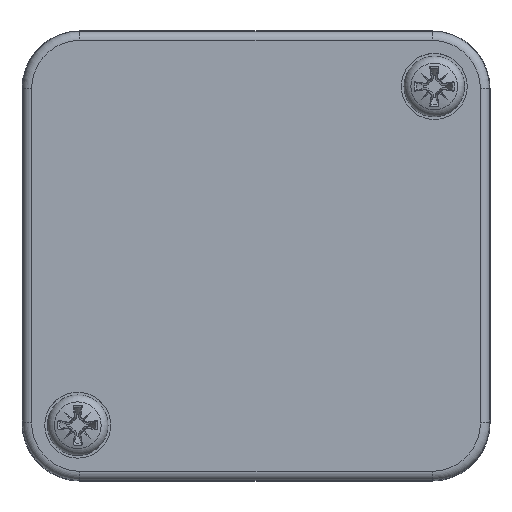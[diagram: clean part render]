
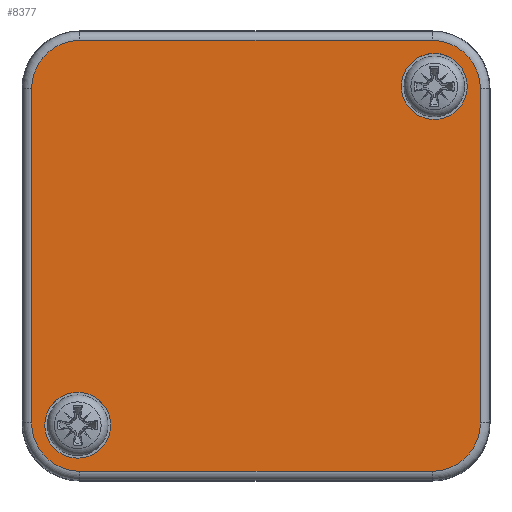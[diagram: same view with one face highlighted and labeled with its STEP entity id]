
A CAD part, top view. The second image highlights one B-rep face of the part: STEP entity #8377.
In plain terms, the highlighted face is planar.
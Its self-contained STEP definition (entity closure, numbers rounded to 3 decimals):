
#4736=CARTESIAN_POINT('',(16.3,-19.0,-10.0));
#4737=VERTEX_POINT('',#4736);
#4738=CARTESIAN_POINT('',(20.0,-19.0,-10.0));
#4739=DIRECTION('',(0.0,0.0,1.0));
#4740=DIRECTION('',(1.0,0.0,0.0));
#4741=AXIS2_PLACEMENT_3D('',#4738,#4739,#4740);
#4742=CIRCLE('',#4741,3.7);
#4743=EDGE_CURVE('',#4737,#4737,#4742,.T.);
#4776=CARTESIAN_POINT('',(-23.7,19.0,-10.0));
#4777=VERTEX_POINT('',#4776);
#4778=CARTESIAN_POINT('',(-20.0,19.0,-10.0));
#4779=DIRECTION('',(0.0,0.0,1.0));
#4780=DIRECTION('',(1.0,0.0,0.0));
#4781=AXIS2_PLACEMENT_3D('',#4778,#4779,#4780);
#4782=CIRCLE('',#4781,3.7);
#4783=EDGE_CURVE('',#4777,#4777,#4782,.T.);
#8026=CARTESIAN_POINT('',(25.171,18.75,-10.0));
#8027=VERTEX_POINT('',#8026);
#8035=CARTESIAN_POINT('',(19.75,24.171,-10.0));
#8036=VERTEX_POINT('',#8035);
#8037=CARTESIAN_POINT('',(19.75,18.75,-10.0));
#8038=DIRECTION('',(0.0,0.0,1.0));
#8039=DIRECTION('',(0.707,0.707,0.0));
#8040=AXIS2_PLACEMENT_3D('',#8037,#8038,#8039);
#8041=CIRCLE('',#8040,5.421);
#8042=EDGE_CURVE('',#8027,#8036,#8041,.T.);
#8068=CARTESIAN_POINT('',(-19.75,24.171,-10.0));
#8069=VERTEX_POINT('',#8068);
#8086=CARTESIAN_POINT('',(19.75,24.171,-10.0));
#8087=DIRECTION('',(-1.0,0.0,0.0));
#8088=VECTOR('',#8087,39.5);
#8089=LINE('',#8086,#8088);
#8090=EDGE_CURVE('',#8036,#8069,#8089,.T.);
#8100=CARTESIAN_POINT('',(-25.171,18.75,-10.0));
#8101=VERTEX_POINT('',#8100);
#8119=CARTESIAN_POINT('',(-19.75,18.75,-10.0));
#8120=DIRECTION('',(0.0,0.0,1.0));
#8121=DIRECTION('',(-0.707,0.707,0.0));
#8122=AXIS2_PLACEMENT_3D('',#8119,#8120,#8121);
#8123=CIRCLE('',#8122,5.421);
#8124=EDGE_CURVE('',#8069,#8101,#8123,.T.);
#8134=CARTESIAN_POINT('',(-25.171,-18.75,-10.0));
#8135=VERTEX_POINT('',#8134);
#8152=CARTESIAN_POINT('',(-25.171,18.75,-10.0));
#8153=DIRECTION('',(0.0,-1.0,0.0));
#8154=VECTOR('',#8153,37.5);
#8155=LINE('',#8152,#8154);
#8156=EDGE_CURVE('',#8101,#8135,#8155,.T.);
#8166=CARTESIAN_POINT('',(-19.75,-24.171,-10.0));
#8167=VERTEX_POINT('',#8166);
#8185=CARTESIAN_POINT('',(-19.75,-18.75,-10.0));
#8186=DIRECTION('',(0.0,0.0,1.0));
#8187=DIRECTION('',(-0.707,-0.707,0.0));
#8188=AXIS2_PLACEMENT_3D('',#8185,#8186,#8187);
#8189=CIRCLE('',#8188,5.421);
#8190=EDGE_CURVE('',#8135,#8167,#8189,.T.);
#8200=CARTESIAN_POINT('',(19.75,-24.171,-10.0));
#8201=VERTEX_POINT('',#8200);
#8218=CARTESIAN_POINT('',(-19.75,-24.171,-10.0));
#8219=DIRECTION('',(1.0,0.0,0.0));
#8220=VECTOR('',#8219,39.5);
#8221=LINE('',#8218,#8220);
#8222=EDGE_CURVE('',#8167,#8201,#8221,.T.);
#8232=CARTESIAN_POINT('',(25.171,-18.75,-10.0));
#8233=VERTEX_POINT('',#8232);
#8251=CARTESIAN_POINT('',(19.75,-18.75,-10.0));
#8252=DIRECTION('',(0.0,0.0,1.0));
#8253=DIRECTION('',(0.707,-0.707,0.0));
#8254=AXIS2_PLACEMENT_3D('',#8251,#8252,#8253);
#8255=CIRCLE('',#8254,5.421);
#8256=EDGE_CURVE('',#8201,#8233,#8255,.T.);
#8274=CARTESIAN_POINT('',(25.171,-18.75,-10.0));
#8275=DIRECTION('',(0.0,1.0,0.0));
#8276=VECTOR('',#8275,37.5);
#8277=LINE('',#8274,#8276);
#8278=EDGE_CURVE('',#8233,#8027,#8277,.T.);
#8356=CARTESIAN_POINT('',(0.,0.,-10.0));
#8357=DIRECTION('',(0.0,0.0,1.0));
#8358=DIRECTION('',(1.0,0.0,0.0));
#8359=AXIS2_PLACEMENT_3D('',#8356,#8357,#8358);
#8360=PLANE('',#8359);
#8361=ORIENTED_EDGE('',*,*,#8042,.F.);
#8362=ORIENTED_EDGE('',*,*,#8278,.F.);
#8363=ORIENTED_EDGE('',*,*,#8256,.F.);
#8364=ORIENTED_EDGE('',*,*,#8222,.F.);
#8365=ORIENTED_EDGE('',*,*,#8190,.F.);
#8366=ORIENTED_EDGE('',*,*,#8156,.F.);
#8367=ORIENTED_EDGE('',*,*,#8124,.F.);
#8368=ORIENTED_EDGE('',*,*,#8090,.F.);
#8369=EDGE_LOOP('',(#8361,#8362,#8363,#8364,#8365,#8366,#8367,#8368));
#8370=FACE_OUTER_BOUND('',#8369,.T.);
#8371=ORIENTED_EDGE('',*,*,#4743,.T.);
#8372=EDGE_LOOP('',(#8371));
#8373=FACE_BOUND('',#8372,.T.);
#8374=ORIENTED_EDGE('',*,*,#4783,.T.);
#8375=EDGE_LOOP('',(#8374));
#8376=FACE_BOUND('',#8375,.T.);
#8377=ADVANCED_FACE('',(#8370,#8373,#8376),#8360,.F.);
